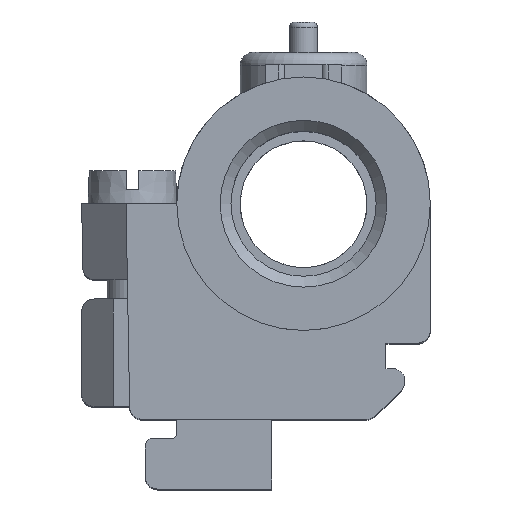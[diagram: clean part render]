
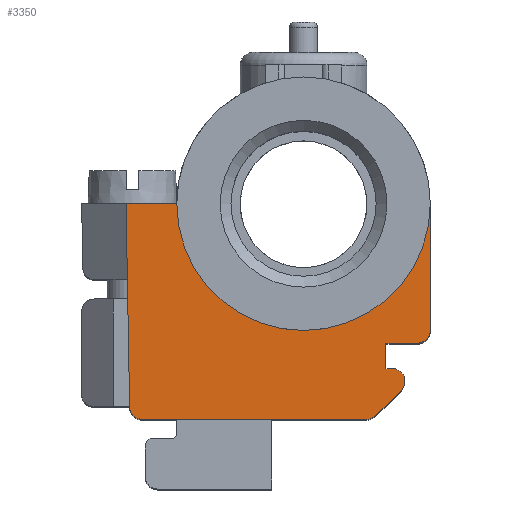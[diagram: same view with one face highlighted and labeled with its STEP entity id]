
A CAD part, top view. The second image highlights one B-rep face of the part: STEP entity #3350.
In plain terms, the highlighted planar face has unit normal (0, 0, 1).
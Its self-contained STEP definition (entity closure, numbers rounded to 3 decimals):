
#146=PLANE('',#3646);
#262=CIRCLE('',#3629,10.);
#272=CIRCLE('',#3647,1.);
#273=CIRCLE('',#3648,1.);
#274=CIRCLE('',#3649,1.);
#275=CIRCLE('',#3650,1.);
#454=LINE('',#5178,#700);
#482=LINE('',#5270,#728);
#483=LINE('',#5274,#729);
#484=LINE('',#5278,#730);
#485=LINE('',#5282,#731);
#486=LINE('',#5284,#732);
#487=LINE('',#5286,#733);
#488=LINE('',#5290,#734);
#700=VECTOR('',#4300,1000.);
#728=VECTOR('',#4374,1000.);
#729=VECTOR('',#4377,1000.);
#730=VECTOR('',#4380,1000.);
#731=VECTOR('',#4383,1000.);
#732=VECTOR('',#4384,1000.);
#733=VECTOR('',#4385,1000.);
#734=VECTOR('',#4388,1000.);
#1359=ORIENTED_EDGE('',*,*,#1822,.T.);
#1360=ORIENTED_EDGE('',*,*,#1866,.T.);
#1361=ORIENTED_EDGE('',*,*,#1867,.T.);
#1362=ORIENTED_EDGE('',*,*,#1868,.T.);
#1363=ORIENTED_EDGE('',*,*,#1869,.T.);
#1364=ORIENTED_EDGE('',*,*,#1870,.T.);
#1365=ORIENTED_EDGE('',*,*,#1871,.T.);
#1366=ORIENTED_EDGE('',*,*,#1872,.T.);
#1367=ORIENTED_EDGE('',*,*,#1873,.T.);
#1368=ORIENTED_EDGE('',*,*,#1874,.T.);
#1369=ORIENTED_EDGE('',*,*,#1875,.T.);
#1370=ORIENTED_EDGE('',*,*,#1876,.T.);
#1371=ORIENTED_EDGE('',*,*,#1834,.T.);
#1822=EDGE_CURVE('',#2134,#2133,#454,.T.);
#1834=EDGE_CURVE('',#2141,#2134,#262,.F.);
#1866=EDGE_CURVE('',#2133,#2164,#482,.T.);
#1867=EDGE_CURVE('',#2164,#2165,#272,.T.);
#1868=EDGE_CURVE('',#2165,#2166,#483,.T.);
#1869=EDGE_CURVE('',#2166,#2167,#273,.T.);
#1870=EDGE_CURVE('',#2167,#2168,#484,.T.);
#1871=EDGE_CURVE('',#2168,#2169,#274,.T.);
#1872=EDGE_CURVE('',#2169,#2170,#485,.T.);
#1873=EDGE_CURVE('',#2170,#2171,#486,.T.);
#1874=EDGE_CURVE('',#2171,#2172,#487,.T.);
#1875=EDGE_CURVE('',#2172,#2173,#275,.T.);
#1876=EDGE_CURVE('',#2173,#2141,#488,.T.);
#2133=VERTEX_POINT('',#5177);
#2134=VERTEX_POINT('',#5179);
#2141=VERTEX_POINT('',#5210);
#2164=VERTEX_POINT('',#5271);
#2165=VERTEX_POINT('',#5273);
#2166=VERTEX_POINT('',#5275);
#2167=VERTEX_POINT('',#5277);
#2168=VERTEX_POINT('',#5279);
#2169=VERTEX_POINT('',#5281);
#2170=VERTEX_POINT('',#5283);
#2171=VERTEX_POINT('',#5285);
#2172=VERTEX_POINT('',#5287);
#2173=VERTEX_POINT('',#5289);
#2378=EDGE_LOOP('',(#1359,#1360,#1361,#1362,#1363,#1364,#1365,#1366,#1367,
#1368,#1369,#1370,#1371));
#2587=FACE_BOUND('',#2378,.T.);
#3350=ADVANCED_FACE('',(#2587),#146,.T.);
#3629=AXIS2_PLACEMENT_3D('',#5209,#4318,#4319);
#3646=AXIS2_PLACEMENT_3D('',#5269,#4372,#4373);
#3647=AXIS2_PLACEMENT_3D('',#5272,#4375,#4376);
#3648=AXIS2_PLACEMENT_3D('',#5276,#4378,#4379);
#3649=AXIS2_PLACEMENT_3D('',#5280,#4381,#4382);
#3650=AXIS2_PLACEMENT_3D('',#5288,#4386,#4387);
#4300=DIRECTION('',(-1.,0.,0.));
#4318=DIRECTION('',(0.,0.,1.));
#4319=DIRECTION('',(1.,0.,0.));
#4372=DIRECTION('',(0.,0.,1.));
#4373=DIRECTION('',(1.,0.,0.));
#4374=DIRECTION('',(0.017,-1.,0.));
#4375=DIRECTION('',(0.,0.,1.));
#4376=DIRECTION('',(1.,0.,0.));
#4377=DIRECTION('',(1.,0.,0.));
#4378=DIRECTION('',(0.,0.,1.));
#4379=DIRECTION('',(1.,0.,0.));
#4380=DIRECTION('',(0.707,0.707,0.));
#4381=DIRECTION('',(0.,0.,1.));
#4382=DIRECTION('',(1.,0.,0.));
#4383=DIRECTION('',(-1.,0.,0.));
#4384=DIRECTION('',(0.,1.,0.));
#4385=DIRECTION('',(1.,0.,0.));
#4386=DIRECTION('',(0.,0.,1.));
#4387=DIRECTION('',(1.,0.,0.));
#4388=DIRECTION('',(0.,1.,0.));
#5177=CARTESIAN_POINT('',(-14.,0.,19.8));
#5178=CARTESIAN_POINT('',(-9.5,0.,19.8));
#5179=CARTESIAN_POINT('',(-10.,0.,19.8));
#5209=CARTESIAN_POINT('',(0.,0.,19.8));
#5210=CARTESIAN_POINT('',(10.,0.,19.8));
#5269=CARTESIAN_POINT('',(-16.413,-5.,19.8));
#5270=CARTESIAN_POINT('',(-13.895,-6.,19.8));
#5271=CARTESIAN_POINT('',(-13.72,-16.017,19.8));
#5272=CARTESIAN_POINT('',(-12.721,-16.,19.8));
#5273=CARTESIAN_POINT('',(-12.721,-17.,19.8));
#5274=CARTESIAN_POINT('',(-12.721,-17.,19.8));
#5275=CARTESIAN_POINT('',(5.,-17.,19.8));
#5276=CARTESIAN_POINT('',(5.,-16.,19.8));
#5277=CARTESIAN_POINT('',(5.707,-16.707,19.8));
#5278=CARTESIAN_POINT('',(5.707,-16.707,19.8));
#5279=CARTESIAN_POINT('',(7.707,-14.707,19.8));
#5280=CARTESIAN_POINT('',(7.,-14.,19.8));
#5281=CARTESIAN_POINT('',(7.,-13.,19.8));
#5282=CARTESIAN_POINT('',(7.,-13.,19.8));
#5283=CARTESIAN_POINT('',(6.5,-13.,19.8));
#5284=CARTESIAN_POINT('',(6.5,-13.,19.8));
#5285=CARTESIAN_POINT('',(6.5,-11.,19.8));
#5286=CARTESIAN_POINT('',(6.5,-11.,19.8));
#5287=CARTESIAN_POINT('',(9.,-11.,19.8));
#5288=CARTESIAN_POINT('',(9.,-10.,19.8));
#5289=CARTESIAN_POINT('',(10.,-10.,19.8));
#5290=CARTESIAN_POINT('',(10.,-10.,19.8));
